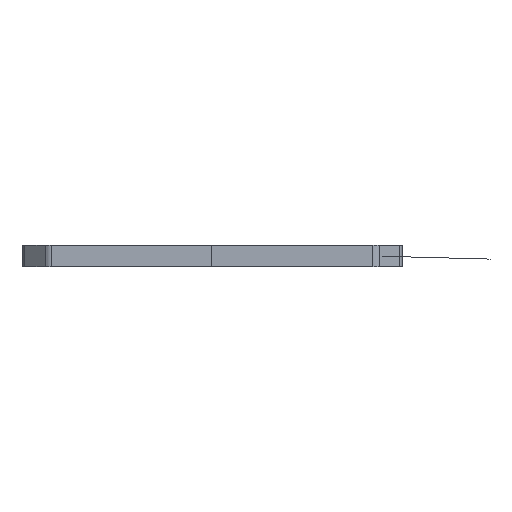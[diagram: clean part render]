
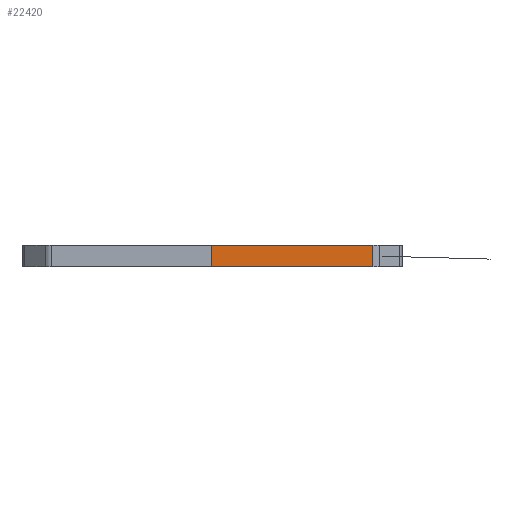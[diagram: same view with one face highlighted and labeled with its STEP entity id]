
A CAD part, left-side view. The second image highlights one B-rep face of the part: STEP entity #22420.
In plain terms, the highlighted planar face has unit normal (-1, 0, 0).
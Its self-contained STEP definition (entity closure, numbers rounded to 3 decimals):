
#724=PLANE('',#23061);
#1848=FACE_OUTER_BOUND('',#3015,.T.);
#3015=EDGE_LOOP('',(#20354,#20355,#20356,#20357));
#4822=LINE('',#38296,#6955);
#5189=LINE('',#40713,#7322);
#5190=LINE('',#40716,#7323);
#5191=LINE('',#40717,#7324);
#6955=VECTOR('',#25752,10.);
#7322=VECTOR('',#26443,10.);
#7323=VECTOR('',#26446,10.);
#7324=VECTOR('',#26447,10.);
#10452=VERTEX_POINT('',#38293);
#10453=VERTEX_POINT('',#38295);
#10730=VERTEX_POINT('',#40711);
#10731=VERTEX_POINT('',#40715);
#13496=EDGE_CURVE('',#10453,#10452,#4822,.T.);
#14074=EDGE_CURVE('',#10452,#10730,#5189,.T.);
#14075=EDGE_CURVE('',#10731,#10730,#5190,.T.);
#14076=EDGE_CURVE('',#10453,#10731,#5191,.T.);
#20354=ORIENTED_EDGE('',*,*,#13496,.T.);
#20355=ORIENTED_EDGE('',*,*,#14074,.T.);
#20356=ORIENTED_EDGE('',*,*,#14075,.F.);
#20357=ORIENTED_EDGE('',*,*,#14076,.F.);
#22420=ADVANCED_FACE('',(#1848),#724,.T.);
#23061=AXIS2_PLACEMENT_3D('',#40714,#26444,#26445);
#25752=DIRECTION('',(0.,-1.,0.));
#26443=DIRECTION('',(0.,0.,1.));
#26444=DIRECTION('center_axis',(-1.,0.,
0.));
#26445=DIRECTION('ref_axis',(0.,-1.,0.));
#26446=DIRECTION('',(0.,-1.,0.));
#26447=DIRECTION('',(0.,0.,1.));
#38293=CARTESIAN_POINT('',(24.87,27.64,0.));
#38295=CARTESIAN_POINT('',(24.871,65.032,0.));
#38296=CARTESIAN_POINT('',(24.871,65.032,0.));
#40711=CARTESIAN_POINT('',(24.87,27.64,5.));
#40713=CARTESIAN_POINT('',(24.87,27.64,0.));
#40714=CARTESIAN_POINT('Origin',(24.871,65.032,0.));
#40715=CARTESIAN_POINT('',(24.871,65.032,5.));
#40716=CARTESIAN_POINT('',(24.871,65.032,5.));
#40717=CARTESIAN_POINT('',(24.871,65.032,0.));
